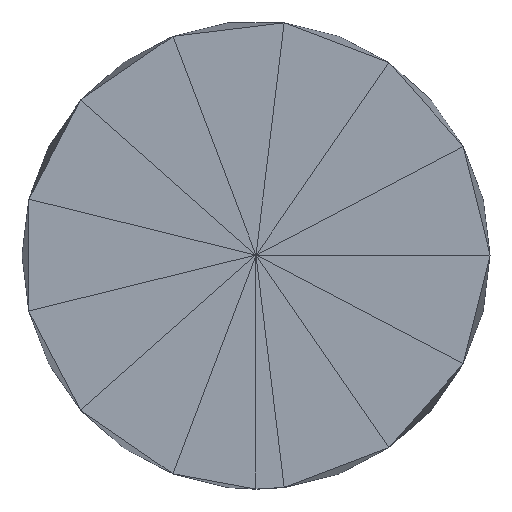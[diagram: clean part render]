
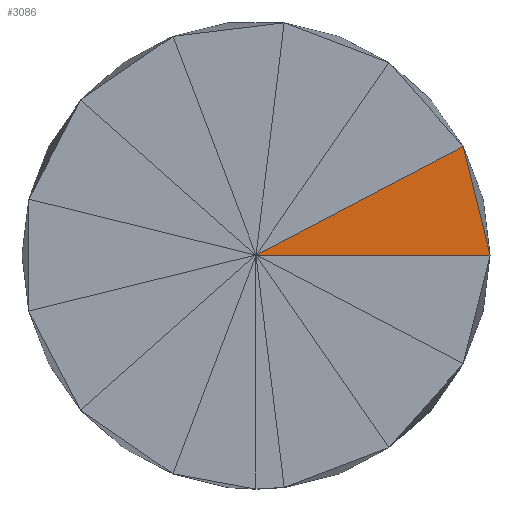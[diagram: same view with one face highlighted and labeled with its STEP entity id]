
A CAD part, top view. The second image highlights one B-rep face of the part: STEP entity #3086.
In plain terms, the highlighted planar face has unit normal (0, 0, 1).
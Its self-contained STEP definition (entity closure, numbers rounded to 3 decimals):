
#24 = VERTEX_POINT('',#25);
#25 = CARTESIAN_POINT('',(23.146,19.275,73.));
#32 = PLANE('',#33);
#33 = AXIS2_PLACEMENT_3D('',#34,#35,#36);
#34 = CARTESIAN_POINT('',(23.758,17.159,71.857
    ));
#35 = DIRECTION('',(0.968,0.239,0.076));
#36 = DIRECTION('',(-0.239,0.971,0.)
  );
#55 = EDGE_CURVE('',#24,#56,#58,.T.);
#56 = VERTEX_POINT('',#57);
#57 = CARTESIAN_POINT('',(24.2,15.,73.));
#58 = SURFACE_CURVE('',#59,(#63,#70),.PCURVE_S1.);
#59 = LINE('',#60,#61);
#60 = CARTESIAN_POINT('',(23.146,19.275,73.));
#61 = VECTOR('',#62,1.);
#62 = DIRECTION('',(0.239,-0.971,0.));
#63 = PCURVE('',#32,#64);
#64 = DEFINITIONAL_REPRESENTATION('',(#65),#69);
#65 = LINE('',#66,#67);
#66 = CARTESIAN_POINT('',(2.202,1.146));
#67 = VECTOR('',#68,1.);
#68 = DIRECTION('',(-1.,0.));
#69 = ( GEOMETRIC_REPRESENTATION_CONTEXT(2) 
PARAMETRIC_REPRESENTATION_CONTEXT() REPRESENTATION_CONTEXT('2D SPACE',''
  ) );
#70 = PCURVE('',#71,#76);
#71 = PLANE('',#72);
#72 = AXIS2_PLACEMENT_3D('',#73,#74,#75);
#73 = CARTESIAN_POINT('',(20.174,16.275,73.));
#74 = DIRECTION('',(0.,0.,1.));
#75 = DIRECTION('',(1.,0.,-0.));
#76 = DEFINITIONAL_REPRESENTATION('',(#77),#80);
#77 = B_SPLINE_CURVE_WITH_KNOTS('',1,(#78,#79),.UNSPECIFIED.,.F.,.F.,(2,
    2),(0.,4.403),.PIECEWISE_BEZIER_KNOTS.);
#78 = CARTESIAN_POINT('',(2.972,3.));
#79 = CARTESIAN_POINT('',(4.026,-1.275));
#80 = ( GEOMETRIC_REPRESENTATION_CONTEXT(2) 
PARAMETRIC_REPRESENTATION_CONTEXT() REPRESENTATION_CONTEXT('2D SPACE',''
  ) );
#214 = PLANE('',#215);
#215 = AXIS2_PLACEMENT_3D('',#216,#217,#218);
#216 = CARTESIAN_POINT('',(18.989,18.534,73.));
#217 = DIRECTION('',(0.,0.,1.));
#218 = DIRECTION('',(1.,0.,-0.));
#1594 = PLANE('',#1595);
#1595 = AXIS2_PLACEMENT_3D('',#1596,#1597,#1598);
#1596 = CARTESIAN_POINT('',(20.174,13.725,73.));
#1597 = DIRECTION('',(0.,0.,1.));
#1598 = DIRECTION('',(1.,0.,-0.));
#2995 = VERTEX_POINT('',#2996);
#2996 = CARTESIAN_POINT('',(15.,15.,73.));
#3067 = EDGE_CURVE('',#56,#2995,#3068,.T.);
#3068 = SURFACE_CURVE('',#3069,(#3073,#3080),.PCURVE_S1.);
#3069 = LINE('',#3070,#3071);
#3070 = CARTESIAN_POINT('',(24.2,15.,73.));
#3071 = VECTOR('',#3072,1.);
#3072 = DIRECTION('',(-1.,0.,0.));
#3073 = PCURVE('',#1594,#3074);
#3074 = DEFINITIONAL_REPRESENTATION('',(#3075),#3079);
#3075 = LINE('',#3076,#3077);
#3076 = CARTESIAN_POINT('',(4.026,1.275));
#3077 = VECTOR('',#3078,1.);
#3078 = DIRECTION('',(-1.,0.));
#3079 = ( GEOMETRIC_REPRESENTATION_CONTEXT(2) 
PARAMETRIC_REPRESENTATION_CONTEXT() REPRESENTATION_CONTEXT('2D SPACE',''
  ) );
#3080 = PCURVE('',#71,#3081);
#3081 = DEFINITIONAL_REPRESENTATION('',(#3082),#3085);
#3082 = B_SPLINE_CURVE_WITH_KNOTS('',1,(#3083,#3084),.UNSPECIFIED.,.F.,
  .F.,(2,2),(0.,9.2),.PIECEWISE_BEZIER_KNOTS.);
#3083 = CARTESIAN_POINT('',(4.026,-1.275));
#3084 = CARTESIAN_POINT('',(-5.174,-1.275));
#3085 = ( GEOMETRIC_REPRESENTATION_CONTEXT(2) 
PARAMETRIC_REPRESENTATION_CONTEXT() REPRESENTATION_CONTEXT('2D SPACE',''
  ) );
#3086 = ADVANCED_FACE('',(#3087),#71,.T.);
#3087 = FACE_BOUND('',#3088,.T.);
#3088 = EDGE_LOOP('',(#3089,#3090,#3091));
#3089 = ORIENTED_EDGE('',*,*,#3067,.F.);
#3090 = ORIENTED_EDGE('',*,*,#55,.F.);
#3091 = ORIENTED_EDGE('',*,*,#3092,.T.);
#3092 = EDGE_CURVE('',#24,#2995,#3093,.T.);
#3093 = SURFACE_CURVE('',#3094,(#3098,#3105),.PCURVE_S1.);
#3094 = LINE('',#3095,#3096);
#3095 = CARTESIAN_POINT('',(23.146,19.275,73.));
#3096 = VECTOR('',#3097,1.);
#3097 = DIRECTION('',(-0.885,-0.465,0.));
#3098 = PCURVE('',#71,#3099);
#3099 = DEFINITIONAL_REPRESENTATION('',(#3100),#3104);
#3100 = LINE('',#3101,#3102);
#3101 = CARTESIAN_POINT('',(2.972,3.));
#3102 = VECTOR('',#3103,1.);
#3103 = DIRECTION('',(-0.885,-0.465));
#3104 = ( GEOMETRIC_REPRESENTATION_CONTEXT(2) 
PARAMETRIC_REPRESENTATION_CONTEXT() REPRESENTATION_CONTEXT('2D SPACE',''
  ) );
#3105 = PCURVE('',#214,#3106);
#3106 = DEFINITIONAL_REPRESENTATION('',(#3107),#3110);
#3107 = B_SPLINE_CURVE_WITH_KNOTS('',1,(#3108,#3109),.UNSPECIFIED.,.F.,
  .F.,(2,2),(0.,9.2),.PIECEWISE_BEZIER_KNOTS.);
#3108 = CARTESIAN_POINT('',(4.158,0.742));
#3109 = CARTESIAN_POINT('',(-3.989,-3.534));
#3110 = ( GEOMETRIC_REPRESENTATION_CONTEXT(2) 
PARAMETRIC_REPRESENTATION_CONTEXT() REPRESENTATION_CONTEXT('2D SPACE',''
  ) );
